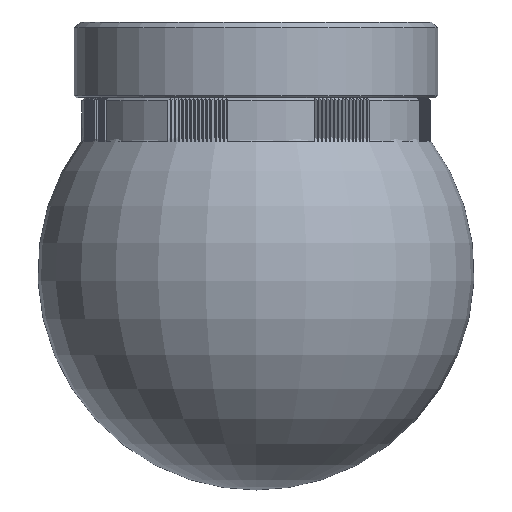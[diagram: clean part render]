
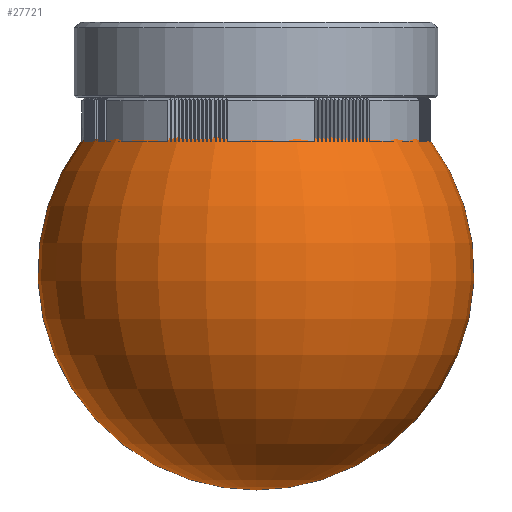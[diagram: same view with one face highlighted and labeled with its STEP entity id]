
A CAD part, left-side view. The second image highlights one B-rep face of the part: STEP entity #27721.
In plain terms, the highlighted toroidal (fillet/blend) face has major radius 0.017 mm and minor radius 37 mm.
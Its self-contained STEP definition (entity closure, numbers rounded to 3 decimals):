
#19=VERTEX_LOOP('',#20863);
#20=DEGENERATE_TOROIDAL_SURFACE('',#31318,0.017,37.,.T.);
#13990=ORIENTED_EDGE('',*,*,#18194,.F.);
#18194=EDGE_CURVE('',#20862,#20862,#22650,.T.);
#20862=VERTEX_POINT('',#50311);
#20863=VERTEX_POINT('',#50313);
#22650=CIRCLE('',#31317,16.75);
#24366=EDGE_LOOP('',(#13990));
#26111=FACE_BOUND('',#24366,.T.);
#26112=FACE_BOUND('',#19,.T.);
#27721=ADVANCED_FACE('',(#26111,#26112),#20,.T.);
#31317=AXIS2_PLACEMENT_3D('',#50310,#39713,#39714);
#31318=AXIS2_PLACEMENT_3D('',#50312,#39715,#39716);
#39713=DIRECTION('',(0.,0.,-1.));
#39714=DIRECTION('',(1.,0.,0.));
#39715=DIRECTION('',(0.,0.,1.));
#39716=DIRECTION('',(1.,0.,0.));
#50310=CARTESIAN_POINT('',(0.,0.,27.));
#50311=CARTESIAN_POINT('',(16.75,0.,27.));
#50312=CARTESIAN_POINT('',(0.,0.,-6.));
#50313=CARTESIAN_POINT('',(0.,0.,31.));
